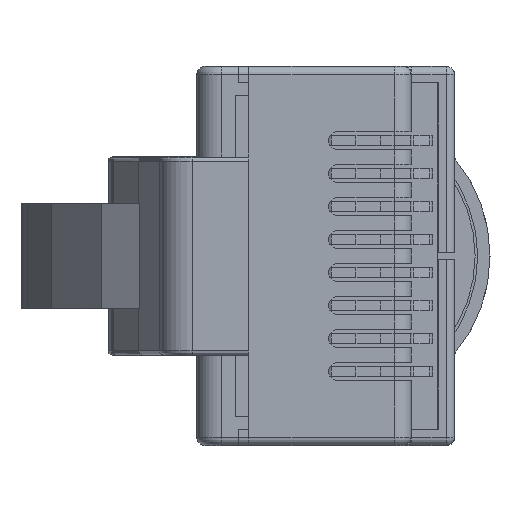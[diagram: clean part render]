
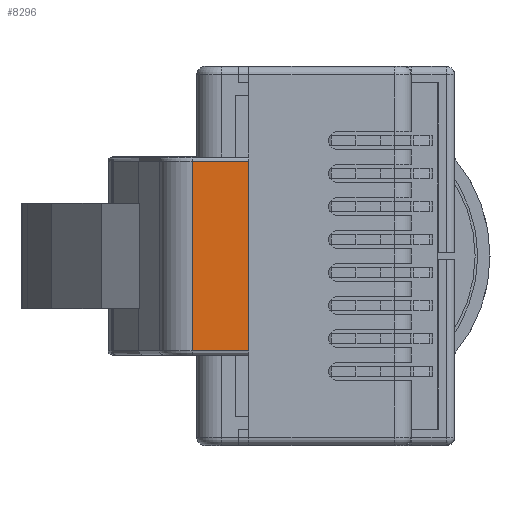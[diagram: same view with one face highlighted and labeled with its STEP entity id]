
A CAD part, left-side view. The second image highlights one B-rep face of the part: STEP entity #8296.
In plain terms, the highlighted face is planar.
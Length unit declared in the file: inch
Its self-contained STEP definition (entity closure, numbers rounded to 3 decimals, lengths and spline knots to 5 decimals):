
#189 = LINE ( 'NONE', #1165, #875 ) ;
#191 = AXIS2_PLACEMENT_3D ( 'NONE', #5727, #2033, #7069 ) ;
#589 = VERTEX_POINT ( 'NONE', #4907 ) ;
#875 = VECTOR ( 'NONE', #3450, 39.37008 ) ;
#1165 = CARTESIAN_POINT ( 'NONE',  ( 0.465, 0.13555, 0.06398 ) ) ;
#1183 = LINE ( 'NONE', #6230, #7129 ) ;
#2020 = EDGE_LOOP ( 'NONE', ( #7696, #3291, #2068, #7689 ) ) ;
#2033 = DIRECTION ( 'NONE',  ( -1., 0., 0. ) ) ;
#2068 = ORIENTED_EDGE ( 'NONE', *, *, #9318, .F. ) ;
#2359 = LINE ( 'NONE', #5636, #5559 ) ;
#2461 = EDGE_CURVE ( 'NONE', #589, #8392, #7195, .T. ) ;
#3178 = CARTESIAN_POINT ( 'NONE',  ( 0.465, 0.06693, 0.11508 ) ) ;
#3291 = ORIENTED_EDGE ( 'NONE', *, *, #3742, .T. ) ;
#3430 = VECTOR ( 'NONE', #5326, 39.37008 ) ;
#3450 = DIRECTION ( 'NONE',  ( 0., 0., -1. ) ) ;
#3742 = EDGE_CURVE ( 'NONE', #7362, #8186, #2359, .T. ) ;
#3979 = CARTESIAN_POINT ( 'NONE',  ( 0.465, 0.13555, -0.11508 ) ) ;
#4354 = EDGE_CURVE ( 'NONE', #8392, #7362, #1183, .T. ) ;
#4390 = CARTESIAN_POINT ( 'NONE',  ( 0.465, 0.06693, 0.11508 ) ) ;
#4430 = CARTESIAN_POINT ( 'NONE',  ( 0.465, 0.06693, -0.11508 ) ) ;
#4707 = DIRECTION ( 'NONE',  ( 0., 0., -1. ) ) ;
#4862 = PLANE ( 'NONE',  #191 ) ;
#4907 = CARTESIAN_POINT ( 'NONE',  ( 0.465, 0.13555, 0.11508 ) ) ;
#5326 = DIRECTION ( 'NONE',  ( 0., -1., 0. ) ) ;
#5559 = VECTOR ( 'NONE', #7800, 39.37008 ) ;
#5636 = CARTESIAN_POINT ( 'NONE',  ( 0.465, 0.13555, -0.11508 ) ) ;
#5727 = CARTESIAN_POINT ( 'NONE',  ( 0.465, 0.13555, 0.06398 ) ) ;
#6230 = CARTESIAN_POINT ( 'NONE',  ( 0.465, 0.06693, 0.06398 ) ) ;
#7069 = DIRECTION ( 'NONE',  ( 0., 0., 1. ) ) ;
#7129 = VECTOR ( 'NONE', #4707, 39.37008 ) ;
#7191 = FACE_OUTER_BOUND ( 'NONE', #2020, .T. ) ;
#7195 = LINE ( 'NONE', #3178, #3430 ) ;
#7362 = VERTEX_POINT ( 'NONE', #4430 ) ;
#7689 = ORIENTED_EDGE ( 'NONE', *, *, #2461, .T. ) ;
#7696 = ORIENTED_EDGE ( 'NONE', *, *, #4354, .T. ) ;
#7800 = DIRECTION ( 'NONE',  ( 0., 1., 0. ) ) ;
#8186 = VERTEX_POINT ( 'NONE', #3979 ) ;
#8296 = ADVANCED_FACE ( 'NONE', ( #7191 ), #4862, .F. ) ;
#8392 = VERTEX_POINT ( 'NONE', #4390 ) ;
#9318 = EDGE_CURVE ( 'NONE', #589, #8186, #189, .T. ) ;
